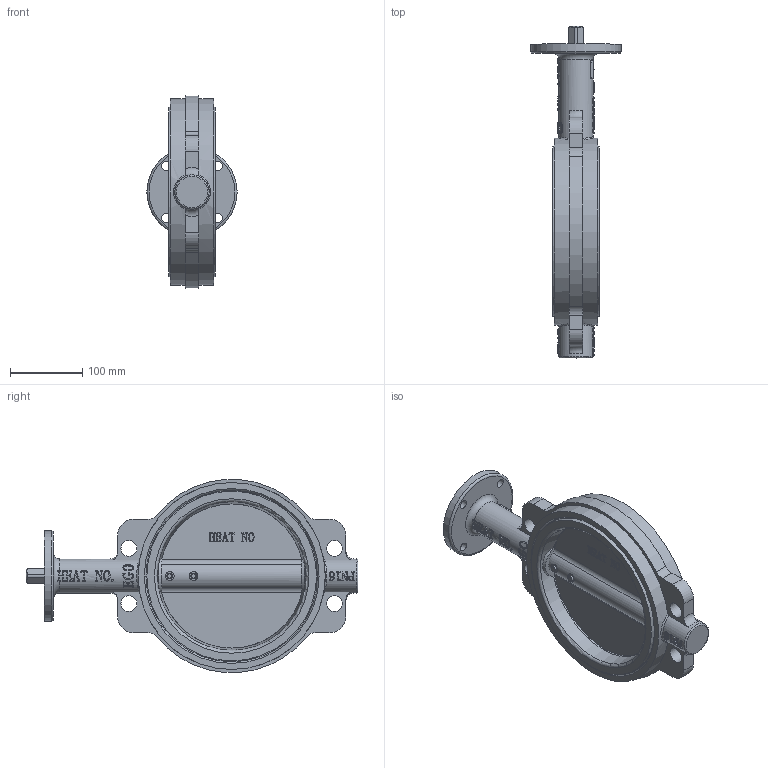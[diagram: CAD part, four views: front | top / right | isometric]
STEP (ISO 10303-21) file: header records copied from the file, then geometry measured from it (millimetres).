
FILE_DESCRIPTION(/* description */ (''),/* implementation_level */ '2;1');
FILE_NAME(/* name */ 'DN200 253W.stp',/* time_stamp */ '2019-05-02T11:41:42+02:00',/* author */ ('A8711351'),/* organization */ (''),/* preprocessor_version */ 'ST-DEVELOPER v16.5',/* originating_system */ 'Autodesk Inventor LT',/* authorisation */ '');
FILE_SCHEMA (('AUTOMOTIVE_DESIGN { 1 0 10303 214 3 1 1 }'));
Products named in the file (1): Î¦+õ¦Õ1
Bounding box: 125 x 460 x 267.12 mm (x, y, z)
Volume: 2446425.6 mm3; surface area: 441601.6 mm2
Topology: 8 solids, 8 shells, 1149 faces, 4337 edges, 3377 vertices
Faces by surface type: plane 613, bspline 397, cylinder 105, cone 18, torus 14, sphere 2
Full cylindrical faces by diameter (mm): 12 x4, 22 x4, 22.1 x1, 22.2 x2, 28.58 x3, 47.5 x2, 70 x1, 125 x1, 235.2 x2, 238.1 x1, 238.2 x1, 259.1 x2
Entity records: 125787 total; most frequent: CARTESIAN_POINT 92017, ORIENTED_EDGE 8548, DIRECTION 4657, EDGE_CURVE 4274, VERTEX_POINT 3360, LINE 2337, VECTOR 2337, B_SPLINE_CURVE_WITH_KNOTS 1518
